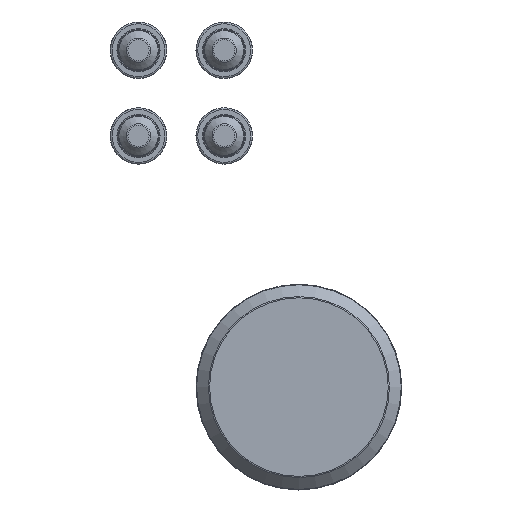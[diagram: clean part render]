
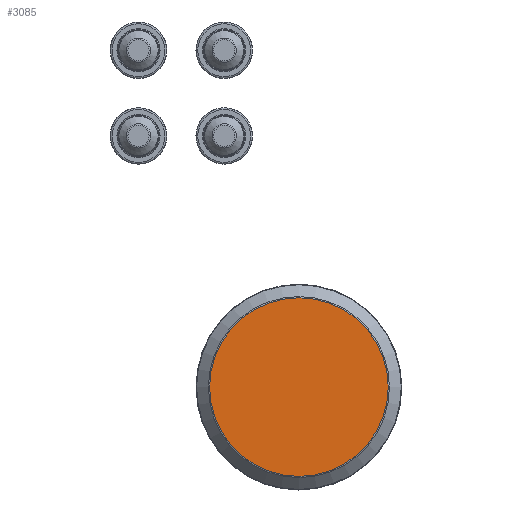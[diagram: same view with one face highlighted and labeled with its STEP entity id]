
A CAD part, top view. The second image highlights one B-rep face of the part: STEP entity #3085.
In plain terms, the highlighted planar face has unit normal (0, 0, 1).
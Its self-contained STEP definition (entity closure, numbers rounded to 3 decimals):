
#76=PLANE('',#3338);
#489=FACE_OUTER_BOUND('',#704,.T.);
#704=EDGE_LOOP('',(#2113));
#988=CIRCLE('',#3337,10.417);
#1278=VERTEX_POINT('',#5089);
#1589=EDGE_CURVE('',#1278,#1278,#988,.T.);
#2113=ORIENTED_EDGE('',*,*,#1589,.F.);
#3085=ADVANCED_FACE('',(#489),#76,.F.);
#3337=AXIS2_PLACEMENT_3D('',#5091,#3890,#3891);
#3338=AXIS2_PLACEMENT_3D('',#5092,#3892,#3893);
#3890=DIRECTION('center_axis',(0.,0.,-1.));
#3891=DIRECTION('ref_axis',(-1.,0.,0.));
#3892=DIRECTION('center_axis',(0.,0.,-1.));
#3893=DIRECTION('ref_axis',(1.,0.,0.));
#5089=CARTESIAN_POINT('',(88.134,-66.473,10.9));
#5091=CARTESIAN_POINT('Origin',(77.717,-66.473,10.9));
#5092=CARTESIAN_POINT('Origin',(77.717,-66.473,10.9));
